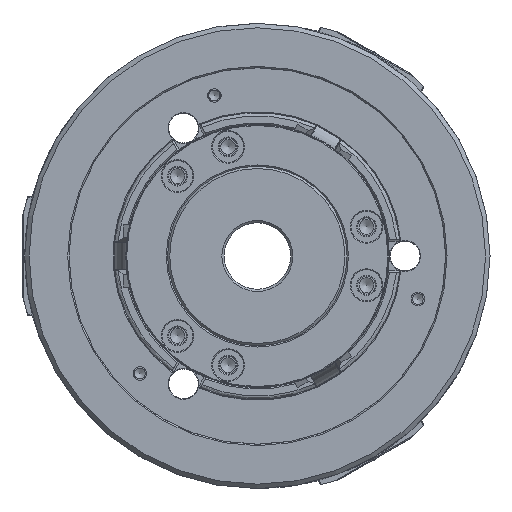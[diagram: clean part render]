
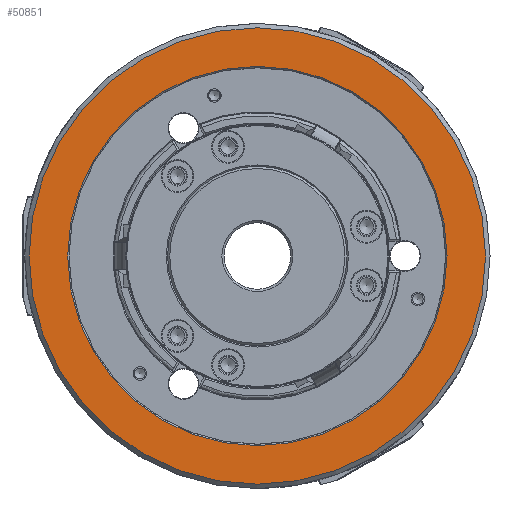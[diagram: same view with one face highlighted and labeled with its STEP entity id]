
A CAD part, left-side view. The second image highlights one B-rep face of the part: STEP entity #50851.
In plain terms, the highlighted planar face has unit normal (-1, 0, 0).
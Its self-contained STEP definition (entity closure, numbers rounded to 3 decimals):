
#837=PLANE('',#53045);
#2397=CIRCLE('',#53044,103.);
#2398=CIRCLE('',#53046,85.6);
#11791=ORIENTED_EDGE('',*,*,#22985,.F.);
#11792=ORIENTED_EDGE('',*,*,#22986,.T.);
#22985=EDGE_CURVE('',#28579,#28579,#2397,.T.);
#22986=EDGE_CURVE('',#28580,#28580,#2398,.T.);
#28579=VERTEX_POINT('',#67254);
#28580=VERTEX_POINT('',#67257);
#32088=EDGE_LOOP('',(#11791));
#32089=EDGE_LOOP('',(#11792));
#34367=FACE_BOUND('',#32088,.T.);
#34368=FACE_BOUND('',#32089,.T.);
#50851=ADVANCED_FACE('',(#34367,#34368),#837,.T.);
#53044=AXIS2_PLACEMENT_3D('',#67253,#56692,#56693);
#53045=AXIS2_PLACEMENT_3D('',#67255,#56694,#56695);
#53046=AXIS2_PLACEMENT_3D('',#67256,#56696,#56697);
#56692=DIRECTION('',(1.,0.,0.));
#56693=DIRECTION('',(0.,0.,-1.));
#56694=DIRECTION('',(-1.,0.,0.));
#56695=DIRECTION('',(0.,0.,1.));
#56696=DIRECTION('',(1.,0.,0.));
#56697=DIRECTION('',(0.,0.,-1.));
#67253=CARTESIAN_POINT('',(-91.,0.,0.));
#67254=CARTESIAN_POINT('',(-91.,0.,-103.));
#67255=CARTESIAN_POINT('',(-91.,51.5,-89.201));
#67256=CARTESIAN_POINT('',(-91.,0.,0.));
#67257=CARTESIAN_POINT('',(-91.,0.,-85.6));
